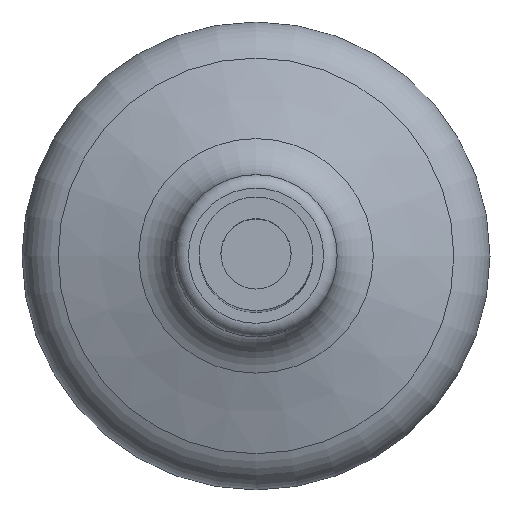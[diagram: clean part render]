
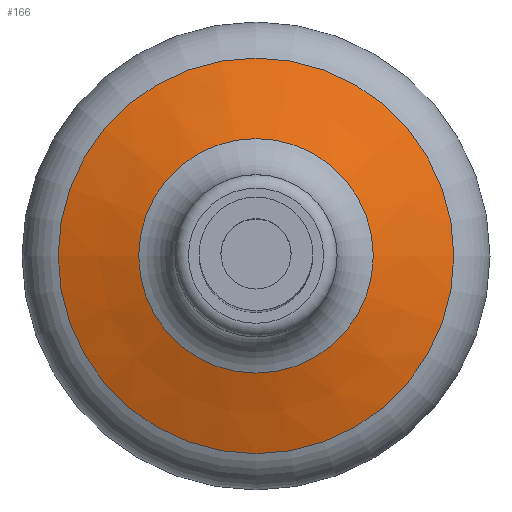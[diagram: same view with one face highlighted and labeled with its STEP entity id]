
A CAD part, top view. The second image highlights one B-rep face of the part: STEP entity #166.
In plain terms, the highlighted conical face has half-angle 70.665 degrees and reference radius 5.827 mm.
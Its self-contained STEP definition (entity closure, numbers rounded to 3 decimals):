
#30=FACE_OUTER_BOUND('',#43,.T.);
#43=EDGE_LOOP('',(#126,#127,#128,#129));
#57=LINE('',#302,#62);
#62=VECTOR('',#240,5.827);
#68=CIRCLE('',#195,7.317);
#70=CIRCLE('',#198,4.338);
#85=VERTEX_POINT('',#296);
#86=VERTEX_POINT('',#300);
#99=EDGE_CURVE('',#85,#85,#68,.T.);
#101=EDGE_CURVE('',#86,#86,#70,.T.);
#102=EDGE_CURVE('',#86,#85,#57,.T.);
#126=ORIENTED_EDGE('',*,*,#101,.F.);
#127=ORIENTED_EDGE('',*,*,#102,.T.);
#128=ORIENTED_EDGE('',*,*,#99,.T.);
#129=ORIENTED_EDGE('',*,*,#102,.F.);
#163=CONICAL_SURFACE('',#197,5.827,1.233);
#166=ADVANCED_FACE('',(#30),#163,.T.);
#195=AXIS2_PLACEMENT_3D('',#297,#232,#233);
#197=AXIS2_PLACEMENT_3D('',#299,#236,#237);
#198=AXIS2_PLACEMENT_3D('',#301,#238,#239);
#232=DIRECTION('center_axis',(0.,0.,1.));
#233=DIRECTION('ref_axis',(1.,0.,0.));
#236=DIRECTION('center_axis',(0.,0.,-1.));
#237=DIRECTION('ref_axis',(1.,0.,0.));
#238=DIRECTION('center_axis',(0.,0.,1.));
#239=DIRECTION('ref_axis',(1.,0.,0.));
#240=DIRECTION('',(-0.944,0.,-0.331));
#296=CARTESIAN_POINT('',(-7.317,0.,-43.515));
#297=CARTESIAN_POINT('Origin',(0.,0.,-43.515));
#299=CARTESIAN_POINT('Origin',(0.,0.,-42.992));
#300=CARTESIAN_POINT('',(-4.338,0.,-42.469));
#301=CARTESIAN_POINT('Origin',(0.,0.,-42.469));
#302=CARTESIAN_POINT('',(-5.827,0.,-42.992));
